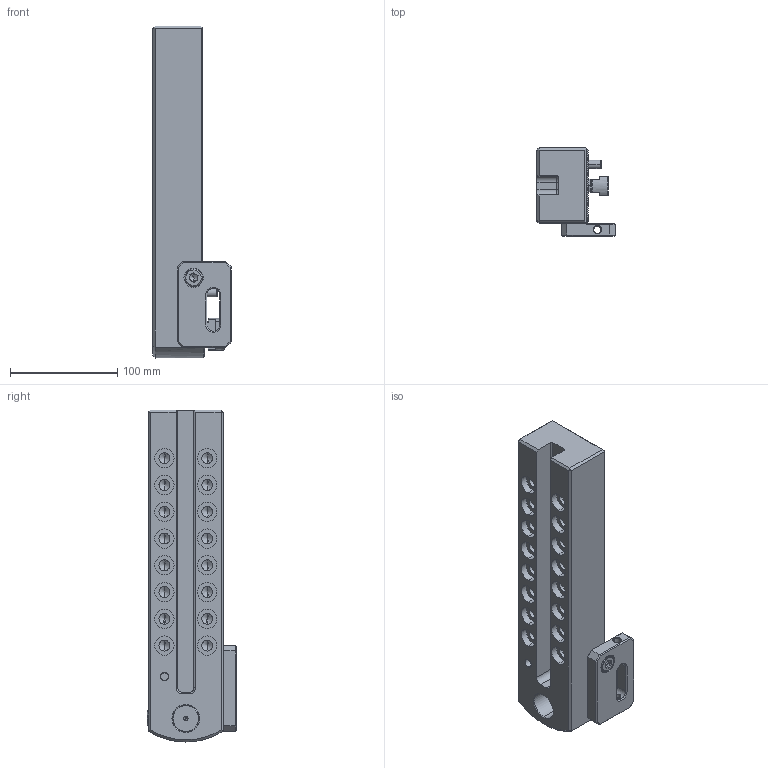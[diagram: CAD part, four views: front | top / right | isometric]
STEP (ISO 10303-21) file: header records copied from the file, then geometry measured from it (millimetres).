
FILE_DESCRIPTION (( 'STEP AP203' ), '1' );
FILE_NAME ('EBSLD-1105.STEP', '2018-03-09T08:01:43', ( 'SWIAdmin' ), ( 'Hewlett-Packard Company' ), 'SwSTEP 2.0', 'SolidWorks 2017', '' );
FILE_SCHEMA (( 'CONFIG_CONTROL_DESIGN' ));
Length unit declared in the file: millimetre
Products named in the file (13): VK1-ER7.001.012_B; ISO 8734 - 6 x 12; DIN 7984 - M10 x 16; VK3-VK1.310.048_B; VK1-ER2.201.010_A_vorgespannt; DIN 6912 - M10 x 12; VK1-ER2.101.010_A; ISO 4766 - M6x12_ISO 4766 - M6 x 10; VK1-ER1.001.030_A; VK1-ER7.001.012; VK1-ER2.001.044_A; EBSLD-1105; VK1-ER3.001.028_A
Assembly tree (14 placements, depth 3):
  EBSLD-1105
    VK3-VK1.310.048_B
    VK1-ER2.201.010_A_vorgespannt
    VK1-ER2.101.010_A
    VK1-ER1.001.030_A
    VK1-ER2.001.044_A
    VK1-ER3.001.028_A
    VK1-ER7.001.012
      VK1-ER7.001.012_B
      ISO 8734 - 6 x 12  x2
      DIN 7984 - M10 x 16
      DIN 6912 - M10 x 12
      ISO 4766 - M6x12_ISO 4766 - M6 x 10  x2
Bounding box: 73 x 83.5 x 310 mm (x, y, z)
Volume: 870761.7 mm3; surface area: 143981.1 mm2
Topology: 13 solids, 13 shells, 695 faces, 1793 edges, 1114 vertices
Faces by surface type: plane 311, cylinder 239, cone 120, torus 16, bspline 5, sphere 4
Entity records: 25504 total; most frequent: CARTESIAN_POINT 8390, ORIENTED_EDGE 3392, DIRECTION 3092, EDGE_CURVE 1696, AXIS2_PLACEMENT_3D 1125, VERTEX_POINT 1085, VECTOR 842, LINE 842
